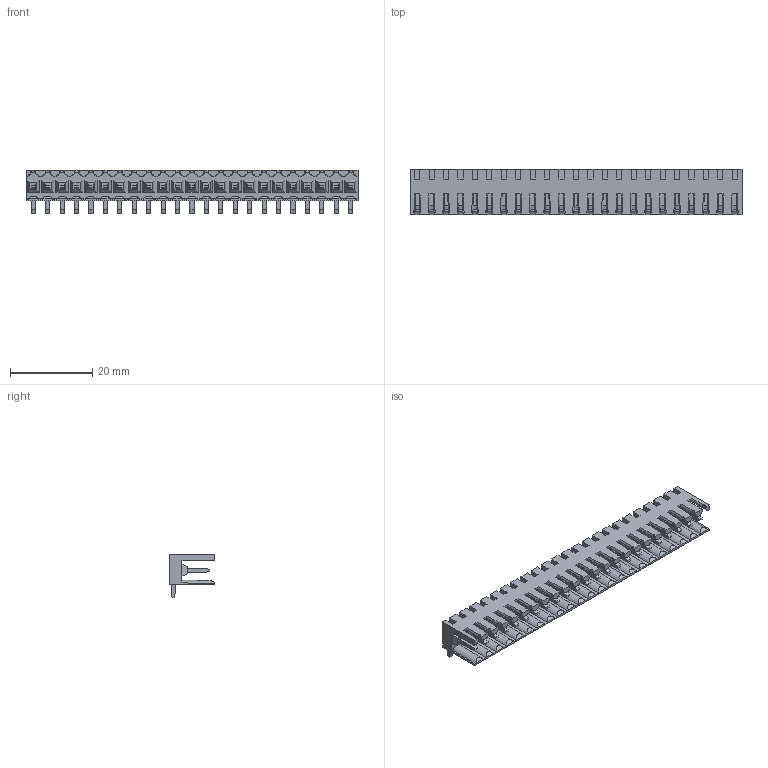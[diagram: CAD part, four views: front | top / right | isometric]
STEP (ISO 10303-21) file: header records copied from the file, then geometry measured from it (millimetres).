
FILE_DESCRIPTION(('CATIA V5 STEP Exchange','CAx-IF Rec.Pracs.--- Model Styling and Organization---1.2---2011-12-15'),'2;1');
FILE_NAME ('D1453607_0_1619050000_1619050000.stp','2018-10-10T04:37:00+00:00',('none'),('Weidmueller'),'CATIA Version 5-6 Release 2014','CATIA V5 STEP AP214','none');
FILE_SCHEMA(('AUTOMOTIVE_DESIGN { 1 0 10303 214 1 1 1 1 }'));
Length unit declared in the file: millimetre
Products named in the file (1): 1619050000
Bounding box: 80.5 x 11.05 x 10.65 mm (x, y, z)
Volume: 2908.3 mm3; surface area: 6898.6 mm2
Topology: 24 solids, 24 shells, 1413 faces, 4176 edges, 2811 vertices
Faces by surface type: plane 1160, cylinder 184, cone 69
Entity records: 43796 total; most frequent: CARTESIAN_POINT 10127, ORIENTED_EDGE 8352, DIRECTION 4859, EDGE_CURVE 4176, VECTOR 2955, LINE 2955, VERTEX_POINT 2811, EDGE_LOOP 1459
